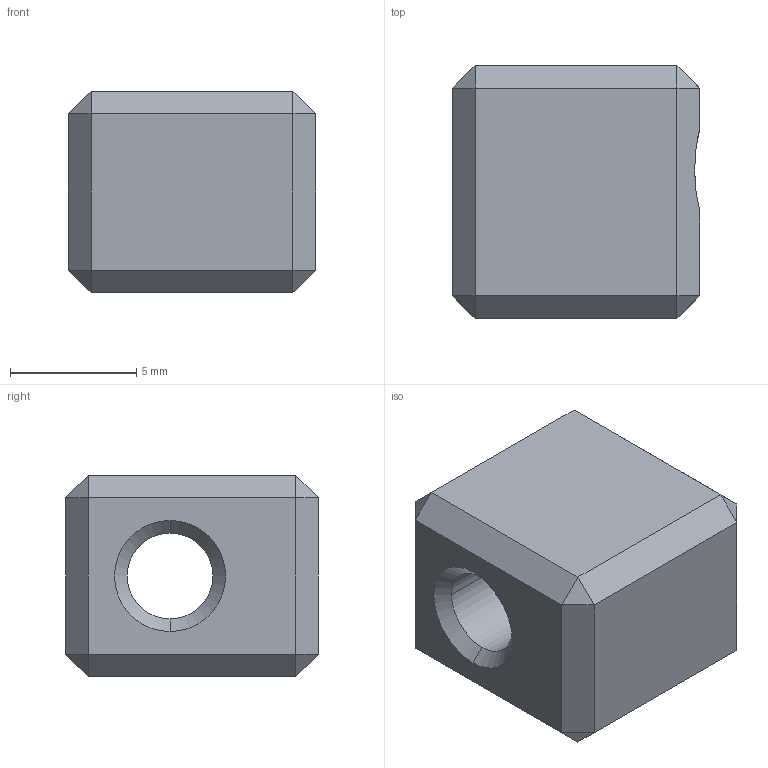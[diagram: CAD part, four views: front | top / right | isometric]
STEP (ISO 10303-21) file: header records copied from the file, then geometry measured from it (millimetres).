
FILE_DESCRIPTION (( 'STEP AP203' ), '1' );
FILE_NAME ('101.11.16_D_3D.STEP', '2024-03-19T07:01:06', ( '' ), ( '' ), 'SwSTEP 2.0', 'SolidWorks 2023', '' );
FILE_SCHEMA (( 'CONFIG_CONTROL_DESIGN' ));
Length unit declared in the file: metre
Products named in the file (3): 403.11.16_D_3D-Zeichnung.STEP; _____M____16.STEP; 101.11.16_D_3D
Assembly tree (2 placements, depth 3):
  101.11.16_D_3D
    403.11.16_D_3D-Zeichnung.STEP
      _____M____16.STEP
Bounding box: 9.8 x 10.02 x 8 mm (x, y, z)
Volume: 588.3 mm3; surface area: 557 mm2
Topology: 1 solids, 1 shells, 37 faces, 79 edges, 44 vertices
Faces by surface type: plane 29, cone 4, cylinder 4
Entity records: 1278 total; most frequent: CARTESIAN_POINT 178, DIRECTION 177, ORIENTED_EDGE 158, EDGE_CURVE 79, VECTOR 59, AXIS2_PLACEMENT_3D 59, LINE 59, VERTEX_POINT 44
